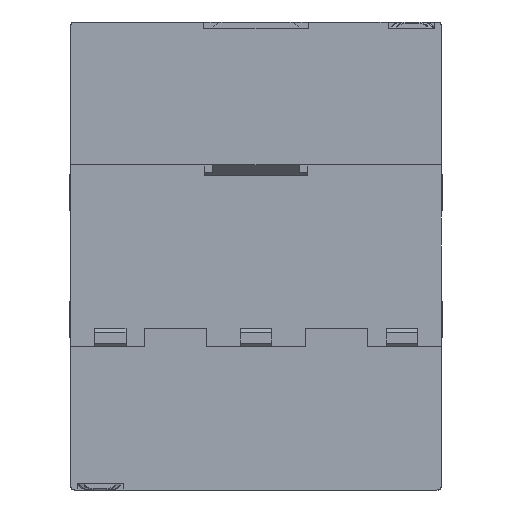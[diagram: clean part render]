
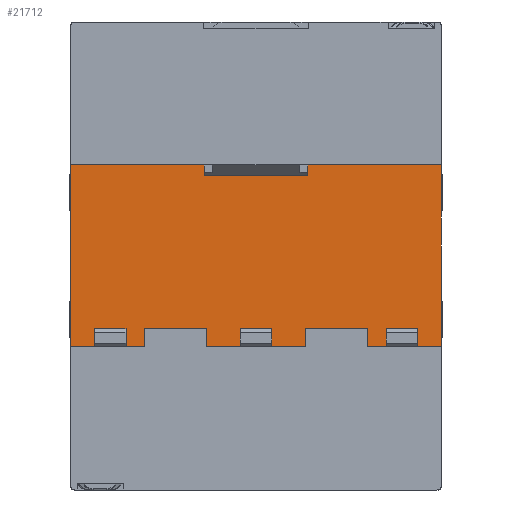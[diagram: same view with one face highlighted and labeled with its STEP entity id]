
A CAD part, front view. The second image highlights one B-rep face of the part: STEP entity #21712.
In plain terms, the highlighted planar face has unit normal (0, -1, 0).
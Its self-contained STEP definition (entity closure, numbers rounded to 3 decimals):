
#349=DIRECTION('',(0.,0.,-1.));
#350=VECTOR('',#349,35.);
#351=CARTESIAN_POINT('',(-35.6,0.,17.5));
#352=LINE('',#351,#350);
#583=DIRECTION('',(0.,0.,-1.));
#584=VECTOR('',#583,35.);
#585=CARTESIAN_POINT('',(35.6,0.,17.5));
#586=LINE('',#585,#584);
#2588=DIRECTION('',(1.,0.,0.));
#2589=VECTOR('',#2588,71.2);
#2590=CARTESIAN_POINT('',(-35.6,0.,17.5));
#2591=LINE('',#2590,#2589);
#2592=DIRECTION('',(-1.,0.,0.));
#2593=VECTOR('',#2592,4.6);
#2594=CARTESIAN_POINT('',(35.6,0.,-17.5));
#2595=LINE('',#2594,#2593);
#2596=DIRECTION('',(0.,0.,1.));
#2597=VECTOR('',#2596,3.5);
#2598=CARTESIAN_POINT('',(31.,0.,-17.5));
#2599=LINE('',#2598,#2597);
#2600=DIRECTION('',(0.,0.,-1.));
#2601=VECTOR('',#2600,3.5);
#2602=CARTESIAN_POINT('',(25.,0.,-14.));
#2603=LINE('',#2602,#2601);
#2604=DIRECTION('',(0.,0.,1.));
#2605=VECTOR('',#2604,3.5);
#2606=CARTESIAN_POINT('',(3.,0.,-17.5));
#2607=LINE('',#2606,#2605);
#2608=DIRECTION('',(0.,0.,-1.));
#2609=VECTOR('',#2608,3.5);
#2610=CARTESIAN_POINT('',(-3.,0.,-14.));
#2611=LINE('',#2610,#2609);
#2612=DIRECTION('',(0.,0.,1.));
#2613=VECTOR('',#2612,3.5);
#2614=CARTESIAN_POINT('',(-25.,0.,-17.5));
#2615=LINE('',#2614,#2613);
#2616=DIRECTION('',(0.,0.,-1.));
#2617=VECTOR('',#2616,3.5);
#2618=CARTESIAN_POINT('',(-31.,0.,-14.));
#2619=LINE('',#2618,#2617);
#2620=DIRECTION('',(-1.,0.,0.));
#2621=VECTOR('',#2620,4.6);
#2622=CARTESIAN_POINT('',(-31.,0.,-17.5));
#2623=LINE('',#2622,#2621);
#2624=DIRECTION('',(1.,0.,0.));
#2625=VECTOR('',#2624,22.);
#2626=CARTESIAN_POINT('',(-25.,0.,-17.5));
#2627=LINE('',#2626,#2625);
#2628=DIRECTION('',(1.,0.,0.));
#2629=VECTOR('',#2628,22.);
#2630=CARTESIAN_POINT('',(3.,0.,-17.5));
#2631=LINE('',#2630,#2629);
#6778=DIRECTION('',(-1.,0.,0.));
#6779=VECTOR('',#6778,6.);
#6780=CARTESIAN_POINT('',(-25.,0.,-14.));
#6781=LINE('',#6780,#6779);
#6818=DIRECTION('',(-1.,0.,0.));
#6819=VECTOR('',#6818,6.);
#6820=CARTESIAN_POINT('',(3.,0.,-14.));
#6821=LINE('',#6820,#6819);
#6858=DIRECTION('',(-1.,0.,0.));
#6859=VECTOR('',#6858,6.);
#6860=CARTESIAN_POINT('',(31.,0.,-14.));
#6861=LINE('',#6860,#6859);
#17117=CARTESIAN_POINT('',(3.,0.,-14.));
#17118=CARTESIAN_POINT('',(-3.,0.,-14.));
#17119=VERTEX_POINT('',#17117);
#17120=VERTEX_POINT('',#17118);
#17125=CARTESIAN_POINT('',(31.,0.,-14.));
#17126=CARTESIAN_POINT('',(25.,0.,-14.));
#17127=VERTEX_POINT('',#17125);
#17128=VERTEX_POINT('',#17126);
#17133=CARTESIAN_POINT('',(-25.,0.,-14.));
#17134=CARTESIAN_POINT('',(-31.,0.,-14.));
#17135=VERTEX_POINT('',#17133);
#17136=VERTEX_POINT('',#17134);
#17974=CARTESIAN_POINT('',(-35.6,0.,17.5));
#17976=VERTEX_POINT('',#17974);
#17977=CARTESIAN_POINT('',(-35.6,0.,-17.5));
#17978=VERTEX_POINT('',#17977);
#17982=CARTESIAN_POINT('',(35.6,0.,17.5));
#17984=VERTEX_POINT('',#17982);
#17985=CARTESIAN_POINT('',(35.6,0.,-17.5));
#17986=VERTEX_POINT('',#17985);
#18305=CARTESIAN_POINT('',(31.,0.,-17.5));
#18306=CARTESIAN_POINT('',(25.,0.,-17.5));
#18307=VERTEX_POINT('',#18305);
#18308=VERTEX_POINT('',#18306);
#18309=CARTESIAN_POINT('',(3.,0.,-17.5));
#18310=CARTESIAN_POINT('',(-3.,0.,-17.5));
#18311=VERTEX_POINT('',#18309);
#18312=VERTEX_POINT('',#18310);
#18313=CARTESIAN_POINT('',(-25.,0.,-17.5));
#18314=CARTESIAN_POINT('',(-31.,0.,-17.5));
#18315=VERTEX_POINT('',#18313);
#18316=VERTEX_POINT('',#18314);
#21676=CARTESIAN_POINT('',(0.,0.,0.));
#21677=DIRECTION('',(0.,1.,0.));
#21678=DIRECTION('',(-1.,0.,0.));
#21679=AXIS2_PLACEMENT_3D('',#21676,#21677,#21678);
#21680=PLANE('',#21679);
#21681=ORIENTED_EDGE('',*,*,#21650,.T.);
#21682=ORIENTED_EDGE('',*,*,#20100,.T.);
#21684=ORIENTED_EDGE('',*,*,#21683,.T.);
#21686=ORIENTED_EDGE('',*,*,#21685,.T.);
#21688=ORIENTED_EDGE('',*,*,#21687,.T.);
#21690=ORIENTED_EDGE('',*,*,#21689,.T.);
#21692=ORIENTED_EDGE('',*,*,#21691,.F.);
#21694=ORIENTED_EDGE('',*,*,#21693,.T.);
#21696=ORIENTED_EDGE('',*,*,#21695,.T.);
#21698=ORIENTED_EDGE('',*,*,#21697,.T.);
#21700=ORIENTED_EDGE('',*,*,#21699,.F.);
#21702=ORIENTED_EDGE('',*,*,#21701,.T.);
#21704=ORIENTED_EDGE('',*,*,#21703,.T.);
#21706=ORIENTED_EDGE('',*,*,#21705,.T.);
#21708=ORIENTED_EDGE('',*,*,#21707,.T.);
#21709=ORIENTED_EDGE('',*,*,#19850,.F.);
#21710=EDGE_LOOP('',(#21681,#21682,#21684,#21686,#21688,#21690,#21692,#21694,
#21696,#21698,#21700,#21702,#21704,#21706,#21708,#21709));
#21711=FACE_OUTER_BOUND('',#21710,.F.);
#21712=ADVANCED_FACE('',(#21711),#21680,.F.);
#19850=EDGE_CURVE('',#17976,#17978,#352,.T.);
#20100=EDGE_CURVE('',#17984,#17986,#586,.T.);
#21650=EDGE_CURVE('',#17976,#17984,#2591,.T.);
#21683=EDGE_CURVE('',#17986,#18307,#2595,.T.);
#21685=EDGE_CURVE('',#18307,#17127,#2599,.T.);
#21687=EDGE_CURVE('',#17127,#17128,#6861,.T.);
#21689=EDGE_CURVE('',#17128,#18308,#2603,.T.);
#21691=EDGE_CURVE('',#18311,#18308,#2631,.T.);
#21693=EDGE_CURVE('',#18311,#17119,#2607,.T.);
#21695=EDGE_CURVE('',#17119,#17120,#6821,.T.);
#21697=EDGE_CURVE('',#17120,#18312,#2611,.T.);
#21699=EDGE_CURVE('',#18315,#18312,#2627,.T.);
#21701=EDGE_CURVE('',#18315,#17135,#2615,.T.);
#21703=EDGE_CURVE('',#17135,#17136,#6781,.T.);
#21705=EDGE_CURVE('',#17136,#18316,#2619,.T.);
#21707=EDGE_CURVE('',#18316,#17978,#2623,.T.);
